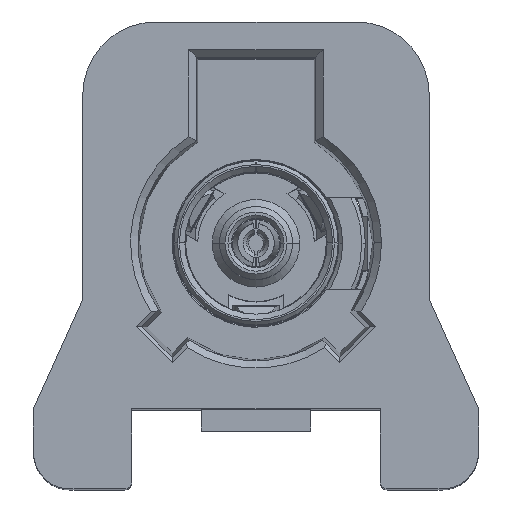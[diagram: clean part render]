
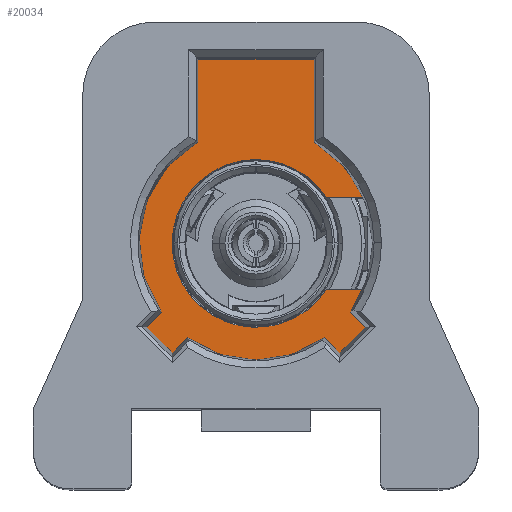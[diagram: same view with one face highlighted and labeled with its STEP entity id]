
A CAD part, top view. The second image highlights one B-rep face of the part: STEP entity #20034.
In plain terms, the highlighted planar face has unit normal (0, 0, 1).
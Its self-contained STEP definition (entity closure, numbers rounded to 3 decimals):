
#505 = EDGE_CURVE ( 'NONE', #32794, #17879, #31308, .T. ) ;
#645 = VERTEX_POINT ( 'NONE', #19334 ) ;
#1111 = CARTESIAN_POINT ( 'NONE',  ( -2.298, -3.005, -11.3 ) ) ;
#1385 = DIRECTION ( 'NONE',  ( 0., 0., 1. ) ) ;
#1560 = DIRECTION ( 'NONE',  ( 1., 0., 0. ) ) ;
#1822 = VECTOR ( 'NONE', #18873, 1000. ) ;
#2039 = DIRECTION ( 'NONE',  ( 0., -1., 0. ) ) ;
#2565 = VECTOR ( 'NONE', #31888, 1000. ) ;
#2998 = ORIENTED_EDGE ( 'NONE', *, *, #21725, .T. ) ;
#3000 = AXIS2_PLACEMENT_3D ( 'NONE', #4553, #12277, #23185 ) ;
#3391 = CARTESIAN_POINT ( 'NONE',  ( 1.881, -2.589, -11.3 ) ) ;
#3406 = AXIS2_PLACEMENT_3D ( 'NONE', #11057, #26048, #8523 ) ;
#3456 = ORIENTED_EDGE ( 'NONE', *, *, #31702, .T. ) ;
#3496 = VECTOR ( 'NONE', #24055, 1000. ) ;
#3883 = CARTESIAN_POINT ( 'NONE',  ( 1.931, 1.25, -11.3 ) ) ;
#4158 = EDGE_CURVE ( 'NONE', #32066, #30662, #8616, .T. ) ;
#4241 = CARTESIAN_POINT ( 'NONE',  ( -2.298, -3.005, -11.3 ) ) ;
#4553 = CARTESIAN_POINT ( 'NONE',  ( 0., 0., -11.3 ) ) ;
#5487 = ORIENTED_EDGE ( 'NONE', *, *, #23830, .T. ) ;
#5738 = CIRCLE ( 'NONE', #28315, 3.2 ) ;
#5938 = CARTESIAN_POINT ( 'NONE',  ( 1.6, 2.771, -11.3 ) ) ;
#6335 = LINE ( 'NONE', #24162, #26021 ) ;
#6453 = DIRECTION ( 'NONE',  ( 0., 1., 0. ) ) ;
#6469 = EDGE_CURVE ( 'NONE', #31630, #30866, #13943, .T. ) ;
#6671 = VERTEX_POINT ( 'NONE', #32757 ) ;
#6780 = VECTOR ( 'NONE', #31585, 1000. ) ;
#7008 = ORIENTED_EDGE ( 'NONE', *, *, #30658, .T. ) ;
#7286 = CARTESIAN_POINT ( 'NONE',  ( 2.298, -3.005, -11.3 ) ) ;
#7440 = CARTESIAN_POINT ( 'NONE',  ( 1.6, 2.771, -11.3 ) ) ;
#7477 = VERTEX_POINT ( 'NONE', #5938 ) ;
#8096 = CARTESIAN_POINT ( 'NONE',  ( -3.005, -2.298, -11.3 ) ) ;
#8172 = VECTOR ( 'NONE', #27738, 1000. ) ;
#8523 = DIRECTION ( 'NONE',  ( 1., 0., 0. ) ) ;
#8616 = LINE ( 'NONE', #24096, #1822 ) ;
#8823 = ORIENTED_EDGE ( 'NONE', *, *, #31451, .T. ) ;
#8830 = ORIENTED_EDGE ( 'NONE', *, *, #27267, .F. ) ;
#8988 = CARTESIAN_POINT ( 'NONE',  ( -1.6, 5.05, -11.3 ) ) ;
#9075 = LINE ( 'NONE', #17466, #8172 ) ;
#9398 = DIRECTION ( 'NONE',  ( 0., 0., 1. ) ) ;
#10155 = LINE ( 'NONE', #25620, #18268 ) ;
#10875 = VERTEX_POINT ( 'NONE', #4241 ) ;
#11057 = CARTESIAN_POINT ( 'NONE',  ( 0., 0., -11.3 ) ) ;
#11067 = CIRCLE ( 'NONE', #3000, 2.3 ) ;
#11355 = ORIENTED_EDGE ( 'NONE', *, *, #29321, .T. ) ;
#11358 = CARTESIAN_POINT ( 'NONE',  ( -2.589, -1.881, -11.3 ) ) ;
#11426 = AXIS2_PLACEMENT_3D ( 'NONE', #31662, #1385, #26642 ) ;
#12127 = DIRECTION ( 'NONE',  ( 1., 0., 0. ) ) ;
#12277 = DIRECTION ( 'NONE',  ( 0., 0., 1. ) ) ;
#13141 = LINE ( 'NONE', #8096, #3496 ) ;
#13608 = CARTESIAN_POINT ( 'NONE',  ( 1.931, 1.25, -11.3 ) ) ;
#13867 = LINE ( 'NONE', #8988, #21134 ) ;
#13943 = LINE ( 'NONE', #13608, #6780 ) ;
#14268 = CARTESIAN_POINT ( 'NONE',  ( 0., 0., -11.3 ) ) ;
#14348 = LINE ( 'NONE', #7286, #23718 ) ;
#14366 = EDGE_LOOP ( 'NONE', ( #33230, #8830, #30130, #28559, #7008, #5487, #29819, #2998, #3456, #23116, #11355, #8823, #32739, #21905, #23544, #14987 ) ) ;
#14445 = CARTESIAN_POINT ( 'NONE',  ( 1.931, -1.25, -11.3 ) ) ;
#14852 = DIRECTION ( 'NONE',  ( 0.707, 0.707, 0. ) ) ;
#14987 = ORIENTED_EDGE ( 'NONE', *, *, #6469, .F. ) ;
#15306 = EDGE_CURVE ( 'NONE', #16707, #6671, #10155, .T. ) ;
#16596 = LINE ( 'NONE', #1111, #2565 ) ;
#16707 = VERTEX_POINT ( 'NONE', #21528 ) ;
#17241 = VERTEX_POINT ( 'NONE', #18155 ) ;
#17466 = CARTESIAN_POINT ( 'NONE',  ( 3.005, -2.298, -11.3 ) ) ;
#17879 = VERTEX_POINT ( 'NONE', #22920 ) ;
#18155 = CARTESIAN_POINT ( 'NONE',  ( 3.005, -2.298, -11.3 ) ) ;
#18268 = VECTOR ( 'NONE', #20884, 1000. ) ;
#18361 = LINE ( 'NONE', #25960, #23844 ) ;
#18777 = FACE_OUTER_BOUND ( 'NONE', #14366, .T. ) ;
#18873 = DIRECTION ( 'NONE',  ( 0.707, -0.707, 0. ) ) ;
#19334 = CARTESIAN_POINT ( 'NONE',  ( -1.881, -2.589, -11.3 ) ) ;
#19447 = VERTEX_POINT ( 'NONE', #21579 ) ;
#19574 = CARTESIAN_POINT ( 'NONE',  ( 2.946, 1.25, -11.3 ) ) ;
#19641 = DIRECTION ( 'NONE',  ( 1., 0., 0. ) ) ;
#19659 = EDGE_CURVE ( 'NONE', #32487, #17879, #18361, .T. ) ;
#20034 = ADVANCED_FACE ( 'NONE', ( #18777 ), #29032, .T. ) ;
#20884 = DIRECTION ( 'NONE',  ( 1., 0., 0. ) ) ;
#21134 = VECTOR ( 'NONE', #6453, 1000. ) ;
#21528 = CARTESIAN_POINT ( 'NONE',  ( -1.6, 5.05, -11.3 ) ) ;
#21579 = CARTESIAN_POINT ( 'NONE',  ( -1.6, 2.771, -11.3 ) ) ;
#21725 = EDGE_CURVE ( 'NONE', #10875, #645, #6335, .T. ) ;
#21905 = ORIENTED_EDGE ( 'NONE', *, *, #19659, .F. ) ;
#22245 = CARTESIAN_POINT ( 'NONE',  ( -3.005, -2.298, -11.3 ) ) ;
#22900 = LINE ( 'NONE', #7440, #32129 ) ;
#22920 = CARTESIAN_POINT ( 'NONE',  ( 2.946, -1.25, -11.3 ) ) ;
#23086 = DIRECTION ( 'NONE',  ( 1., 0., 0. ) ) ;
#23116 = ORIENTED_EDGE ( 'NONE', *, *, #4158, .T. ) ;
#23185 = DIRECTION ( 'NONE',  ( 1., 0., 0. ) ) ;
#23544 = ORIENTED_EDGE ( 'NONE', *, *, #24050, .F. ) ;
#23718 = VECTOR ( 'NONE', #14852, 1000. ) ;
#23769 = CIRCLE ( 'NONE', #11426, 3.2 ) ;
#23830 = EDGE_CURVE ( 'NONE', #30161, #29312, #13141, .T. ) ;
#23835 = DIRECTION ( 'NONE',  ( 0.707, 0.707, 0. ) ) ;
#23844 = VECTOR ( 'NONE', #23086, 1000. ) ;
#24050 = EDGE_CURVE ( 'NONE', #30866, #32487, #11067, .T. ) ;
#24055 = DIRECTION ( 'NONE',  ( -0.707, -0.707, 0. ) ) ;
#24096 = CARTESIAN_POINT ( 'NONE',  ( 1.881, -2.589, -11.3 ) ) ;
#24162 = CARTESIAN_POINT ( 'NONE',  ( -1.881, -2.589, -11.3 ) ) ;
#25243 = DIRECTION ( 'NONE',  ( 0., 0., 1. ) ) ;
#25597 = EDGE_CURVE ( 'NONE', #31630, #7477, #5738, .T. ) ;
#25620 = CARTESIAN_POINT ( 'NONE',  ( 1.6, 5.05, -11.3 ) ) ;
#25960 = CARTESIAN_POINT ( 'NONE',  ( 1.931, -1.25, -11.3 ) ) ;
#26021 = VECTOR ( 'NONE', #23835, 1000. ) ;
#26048 = DIRECTION ( 'NONE',  ( 0., 0., 1. ) ) ;
#26342 = EDGE_CURVE ( 'NONE', #29312, #10875, #16596, .T. ) ;
#26642 = DIRECTION ( 'NONE',  ( 1., 0., 0. ) ) ;
#26648 = DIRECTION ( 'NONE',  ( 0., 0., 1. ) ) ;
#26809 = CARTESIAN_POINT ( 'NONE',  ( 2.298, -3.005, -11.3 ) ) ;
#27267 = EDGE_CURVE ( 'NONE', #6671, #7477, #22900, .T. ) ;
#27738 = DIRECTION ( 'NONE',  ( -0.707, 0.707, 0. ) ) ;
#28315 = AXIS2_PLACEMENT_3D ( 'NONE', #14268, #9398, #19641 ) ;
#28559 = ORIENTED_EDGE ( 'NONE', *, *, #31705, .F. ) ;
#29032 = PLANE ( 'NONE',  #3406 ) ;
#29312 = VERTEX_POINT ( 'NONE', #22245 ) ;
#29321 = EDGE_CURVE ( 'NONE', #30662, #17241, #14348, .T. ) ;
#29488 = CARTESIAN_POINT ( 'NONE',  ( 0., 0., -11.3 ) ) ;
#29819 = ORIENTED_EDGE ( 'NONE', *, *, #26342, .T. ) ;
#30130 = ORIENTED_EDGE ( 'NONE', *, *, #15306, .F. ) ;
#30161 = VERTEX_POINT ( 'NONE', #11358 ) ;
#30658 = EDGE_CURVE ( 'NONE', #19447, #30161, #23769, .T. ) ;
#30662 = VERTEX_POINT ( 'NONE', #26809 ) ;
#30866 = VERTEX_POINT ( 'NONE', #3883 ) ;
#31254 = AXIS2_PLACEMENT_3D ( 'NONE', #29488, #26648, #1560 ) ;
#31308 = CIRCLE ( 'NONE', #31825, 3.2 ) ;
#31451 = EDGE_CURVE ( 'NONE', #17241, #32794, #9075, .T. ) ;
#31585 = DIRECTION ( 'NONE',  ( -1., 0., 0. ) ) ;
#31630 = VERTEX_POINT ( 'NONE', #19574 ) ;
#31662 = CARTESIAN_POINT ( 'NONE',  ( 0., 0., -11.3 ) ) ;
#31702 = EDGE_CURVE ( 'NONE', #645, #32066, #32328, .T. ) ;
#31705 = EDGE_CURVE ( 'NONE', #19447, #16707, #13867, .T. ) ;
#31825 = AXIS2_PLACEMENT_3D ( 'NONE', #32630, #25243, #12127 ) ;
#31888 = DIRECTION ( 'NONE',  ( 0.707, -0.707, 0. ) ) ;
#32066 = VERTEX_POINT ( 'NONE', #3391 ) ;
#32129 = VECTOR ( 'NONE', #2039, 1000. ) ;
#32328 = CIRCLE ( 'NONE', #31254, 3.2 ) ;
#32487 = VERTEX_POINT ( 'NONE', #14445 ) ;
#32630 = CARTESIAN_POINT ( 'NONE',  ( 0., 0., -11.3 ) ) ;
#32739 = ORIENTED_EDGE ( 'NONE', *, *, #505, .T. ) ;
#32757 = CARTESIAN_POINT ( 'NONE',  ( 1.6, 5.05, -11.3 ) ) ;
#32794 = VERTEX_POINT ( 'NONE', #33146 ) ;
#33146 = CARTESIAN_POINT ( 'NONE',  ( 2.589, -1.881, -11.3 ) ) ;
#33230 = ORIENTED_EDGE ( 'NONE', *, *, #25597, .T. ) ;
